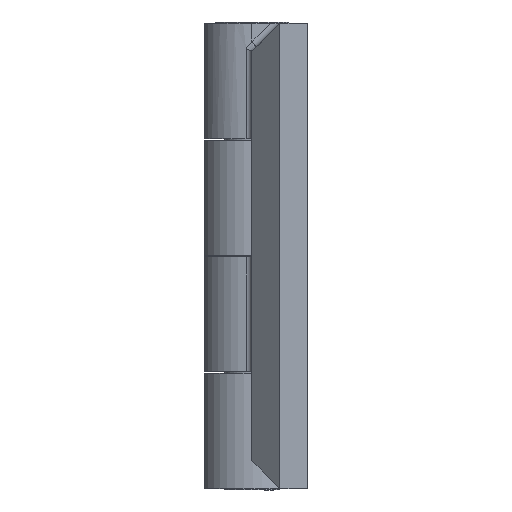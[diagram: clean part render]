
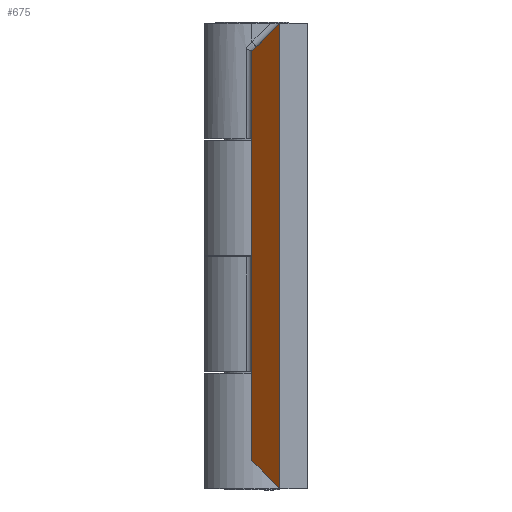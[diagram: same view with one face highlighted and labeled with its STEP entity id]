
A CAD part, left-side view. The second image highlights one B-rep face of the part: STEP entity #675.
In plain terms, the highlighted planar face has unit normal (-0.707, 0.707, 0).
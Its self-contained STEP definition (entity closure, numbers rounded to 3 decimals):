
#6 = VERTEX_POINT ( 'NONE', #2989 ) ;
#102 = CARTESIAN_POINT ( 'NONE',  ( 13.813, 5.287, 7.168 ) ) ;
#211 = LINE ( 'NONE', #1745, #4325 ) ;
#389 = ORIENTED_EDGE ( 'NONE', *, *, #2026, .T. ) ;
#490 = VERTEX_POINT ( 'NONE', #2875 ) ;
#559 = DIRECTION ( 'NONE',  ( 0., 0., 1. ) ) ;
#675 = ADVANCED_FACE ( 'NONE', ( #4367 ), #6445, .T. ) ;
#682 = DIRECTION ( 'NONE',  ( -0.707, 0.707, 0. ) ) ;
#907 = AXIS2_PLACEMENT_3D ( 'NONE', #102, #682, #4329 ) ;
#948 = VECTOR ( 'NONE', #2395, 1000. ) ;
#994 = LINE ( 'NONE', #3075, #4129 ) ;
#1377 = EDGE_CURVE ( 'NONE', #6, #490, #3076, .T. ) ;
#1381 = ORIENTED_EDGE ( 'NONE', *, *, #5489, .T. ) ;
#1714 = LINE ( 'NONE', #3755, #948 ) ;
#1745 = CARTESIAN_POINT ( 'NONE',  ( 10.513, 1.987, 7.168 ) ) ;
#2026 = EDGE_CURVE ( 'NONE', #6151, #490, #994, .T. ) ;
#2395 = DIRECTION ( 'NONE',  ( -0.577, -0.577, -0.577 ) ) ;
#2568 = CARTESIAN_POINT ( 'NONE',  ( 13.513, 4.987, 44.768 ) ) ;
#2875 = CARTESIAN_POINT ( 'NONE',  ( 13.513, 4.987, 54.668 ) ) ;
#2989 = CARTESIAN_POINT ( 'NONE',  ( 13.513, 4.987, 10.668 ) ) ;
#3075 = CARTESIAN_POINT ( 'NONE',  ( 10.513, 1.987, 57.668 ) ) ;
#3076 = LINE ( 'NONE', #2568, #5111 ) ;
#3189 = VERTEX_POINT ( 'NONE', #5490 ) ;
#3389 = EDGE_LOOP ( 'NONE', ( #5914, #389, #6066, #1381 ) ) ;
#3603 = CARTESIAN_POINT ( 'NONE',  ( 10.513, 1.987, 57.668 ) ) ;
#3755 = CARTESIAN_POINT ( 'NONE',  ( 13.513, 4.987, 10.668 ) ) ;
#4129 = VECTOR ( 'NONE', #6723, 1000. ) ;
#4325 = VECTOR ( 'NONE', #4983, 1000. ) ;
#4329 = DIRECTION ( 'NONE',  ( 0.707, 0.707, 0. ) ) ;
#4367 = FACE_OUTER_BOUND ( 'NONE', #3389, .T. ) ;
#4983 = DIRECTION ( 'NONE',  ( 0., 0., 1. ) ) ;
#5111 = VECTOR ( 'NONE', #559, 1000. ) ;
#5489 = EDGE_CURVE ( 'NONE', #6, #3189, #1714, .T. ) ;
#5490 = CARTESIAN_POINT ( 'NONE',  ( 10.513, 1.987, 7.668 ) ) ;
#5914 = ORIENTED_EDGE ( 'NONE', *, *, #5967, .T. ) ;
#5967 = EDGE_CURVE ( 'NONE', #3189, #6151, #211, .T. ) ;
#6066 = ORIENTED_EDGE ( 'NONE', *, *, #1377, .F. ) ;
#6151 = VERTEX_POINT ( 'NONE', #3603 ) ;
#6445 = PLANE ( 'NONE',  #907 ) ;
#6723 = DIRECTION ( 'NONE',  ( 0.577, 0.577, -0.577 ) ) ;
